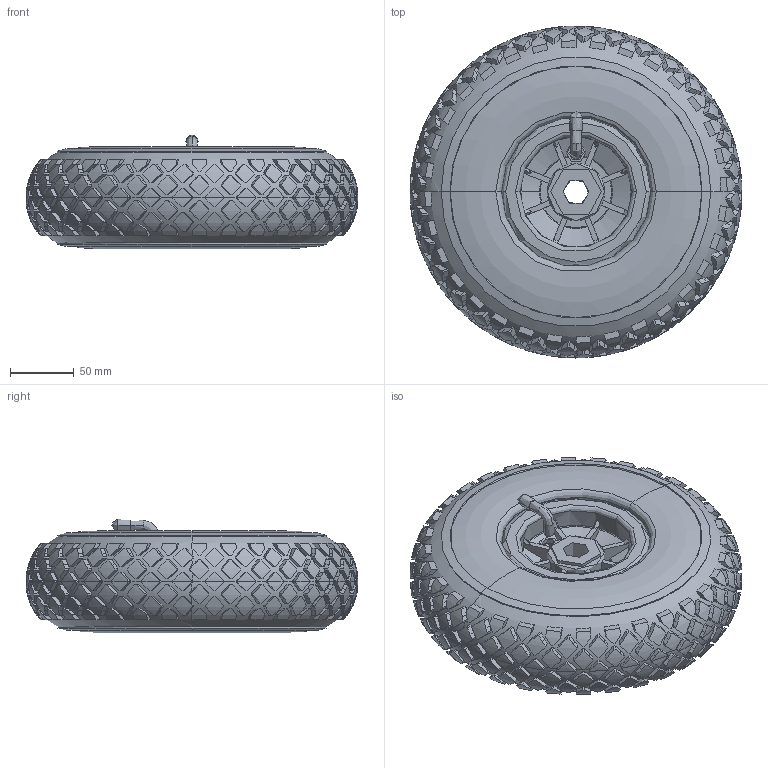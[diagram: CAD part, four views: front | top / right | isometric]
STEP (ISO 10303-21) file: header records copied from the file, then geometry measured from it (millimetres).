
FILE_DESCRIPTION (( 'STEP AP214' ), '1' );
FILE_NAME ('0020335_LRK2-260-85-50-G20-grau_(A-01).step', '2019-08-08T09:17:00', ( 'Windows-Benutzer' ), ( '' ), 'SwSTEP 2.0', 'SolidWorks 2018', '' );
FILE_SCHEMA (( 'AUTOMOTIVE_DESIGN' ));
Length unit declared in the file: millimetre
Products named in the file (1): 0020335_LRK2-260-85-50-G20-grau_(A-01)
Bounding box: 260.02 x 260.02 x 88.85 mm (x, y, z)
Volume: 603334 mm3; surface area: 389899.9 mm2
Topology: 6 solids, 6 shells, 2807 faces, 7568 edges, 4958 vertices
Faces by surface type: bspline 1984, torus 354, plane 315, cylinder 79, cone 74, sphere 1
Entity records: 164297 total; most frequent: CARTESIAN_POINT 81089, ORIENTED_EDGE 15130, EDGE_CURVE 7565, B_SPLINE_CURVE_WITH_KNOTS 6403, VERTEX_POINT 4956, DIRECTION 3454, EDGE_LOOP 3005, UNCERTAINTY_MEASURE_WITH_UNIT 2815
